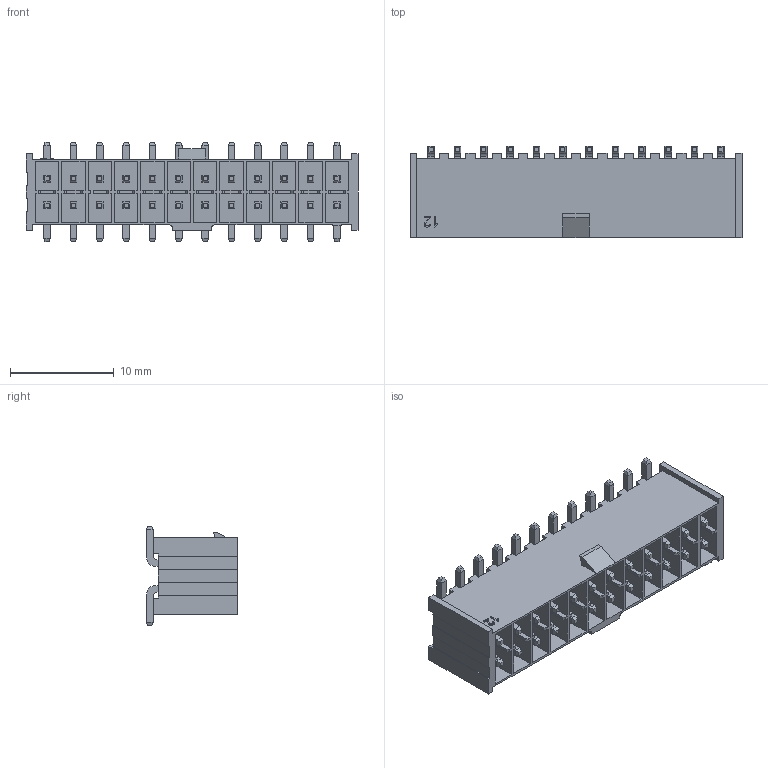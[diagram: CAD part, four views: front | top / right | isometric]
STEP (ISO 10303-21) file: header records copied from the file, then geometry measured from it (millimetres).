
FILE_DESCRIPTION( ('This file contains a STEP AP42 implementation' ,'as created by ZW3D STEP Interface translator.') ,'2;1' );
FILE_NAME( 'WF2549-2WMXXXR1.stp' ,'23 5 5. 85634', (''), ('ZWCAD Software Co.'), 'Version 1.0', 'ZW3D to STEP translator', '' );
FILE_SCHEMA(('AUTOMOTIVE_DESIGN { 1 0 10303 214 1 1 1 1 }'));
Length unit declared in the file: millimetre
Products named in the file (2): 0; WF2549-2WMXXXR1
Bounding box: 32 x 8.76 x 9.58 mm (x, y, z)
Volume: 714.2 mm3; surface area: 3278.1 mm2
Topology: 1 solids, 1 shells, 1109 faces, 2825 edges, 1800 vertices
Faces by surface type: plane 1054, cylinder 52, bspline 3
Entity records: 33727 total; most frequent: CARTESIAN_POINT 5814, ORIENTED_EDGE 5650, DIRECTION 5137, EDGE_CURVE 2825, VECTOR 2715, LINE 2715, VERTEX_POINT 1800, AXIS2_PLACEMENT_3D 1211
